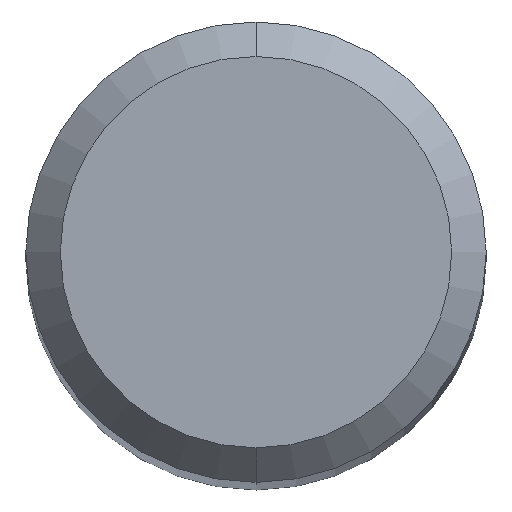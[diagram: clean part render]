
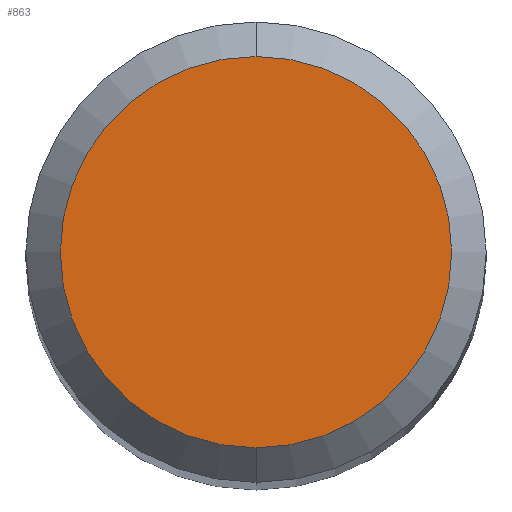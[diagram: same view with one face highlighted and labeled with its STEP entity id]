
A CAD part, top view. The second image highlights one B-rep face of the part: STEP entity #863.
In plain terms, the highlighted planar face has unit normal (0, 0, 1).
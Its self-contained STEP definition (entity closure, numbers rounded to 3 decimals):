
#523=EDGE_CURVE('',#617,#985,#1242,.T.);
#617=VERTEX_POINT('',#1343);
#753=EDGE_CURVE('',#985,#617,#1489,.T.);
#863=ADVANCED_FACE('',(#1610),#1611,.T.);
#985=VERTEX_POINT('',#1747);
#1242=CIRCLE('',#2897,1.7);
#1343=CARTESIAN_POINT('',(0.0,1.7,0.0));
#1489=CIRCLE('',#3785,1.7);
#1610=FACE_OUTER_BOUND('',#4485,.T.);
#1611=PLANE('',#4486);
#1747=CARTESIAN_POINT('',(0.,-1.7,0.0));
#2897=AXIS2_PLACEMENT_3D('',#6077,#6078,#6079);
#3785=AXIS2_PLACEMENT_3D('',#6296,#6297,#6298);
#4485=EDGE_LOOP('',(#6441,#6442));
#4486=AXIS2_PLACEMENT_3D('',#6443,#6444,#6445);
#6077=CARTESIAN_POINT('',(0.0,0.0,0.0));
#6078=DIRECTION('',(0.0,0.0,-1.0));
#6079=DIRECTION('',(0.0,1.0,0.0));
#6296=CARTESIAN_POINT('',(0.0,0.0,0.0));
#6297=DIRECTION('',(0.0,0.0,-1.0));
#6298=DIRECTION('',(0.0,1.0,0.0));
#6441=ORIENTED_EDGE('',*,*,#523,.F.);
#6442=ORIENTED_EDGE('',*,*,#753,.F.);
#6443=CARTESIAN_POINT('',(0.0,0.85,0.0));
#6444=DIRECTION('',(-0.0,0.0,1.0));
#6445=DIRECTION('',(0.0,-1.0,0.0));
